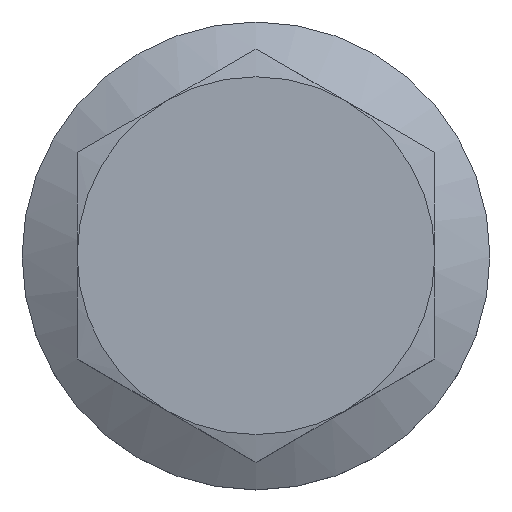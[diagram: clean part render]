
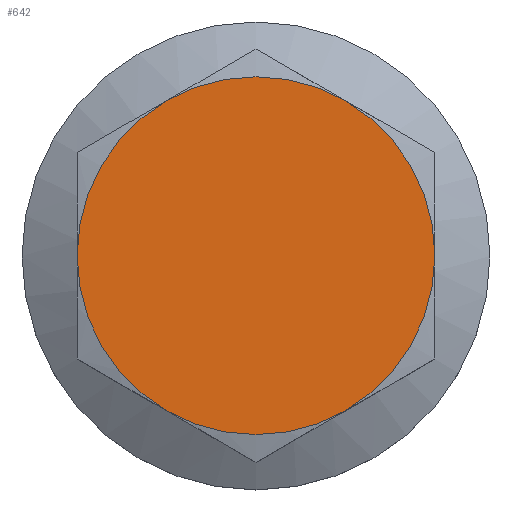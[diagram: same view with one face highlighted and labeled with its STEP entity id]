
A CAD part, top view. The second image highlights one B-rep face of the part: STEP entity #642.
In plain terms, the highlighted planar face has unit normal (0, 0, 1).
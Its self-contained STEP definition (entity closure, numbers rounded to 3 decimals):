
#11 = CARTESIAN_POINT ( 'NONE',  ( 3.25, -5.629, 0. ) ) ;
#15 = DIRECTION ( 'NONE',  ( 0., 0., -1. ) ) ;
#22 = VERTEX_POINT ( 'NONE', #597 ) ;
#29 = AXIS2_PLACEMENT_3D ( 'NONE', #118, #439, #626 ) ;
#69 = AXIS2_PLACEMENT_3D ( 'NONE', #313, #800, #548 ) ;
#71 = ORIENTED_EDGE ( 'NONE', *, *, #301, .F. ) ;
#113 = DIRECTION ( 'NONE',  ( 0., 0., -1. ) ) ;
#118 = CARTESIAN_POINT ( 'NONE',  ( 0., 0., 0. ) ) ;
#178 = DIRECTION ( 'NONE',  ( 0., 0., -1. ) ) ;
#196 = CARTESIAN_POINT ( 'NONE',  ( 3.25, 5.629, 0. ) ) ;
#197 = ORIENTED_EDGE ( 'NONE', *, *, #349, .F. ) ;
#208 = CIRCLE ( 'NONE', #683, 6.5 ) ;
#243 = ORIENTED_EDGE ( 'NONE', *, *, #338, .F. ) ;
#247 = AXIS2_PLACEMENT_3D ( 'NONE', #688, #178, #559 ) ;
#258 = EDGE_CURVE ( 'NONE', #306, #803, #531, .T. ) ;
#263 = DIRECTION ( 'NONE',  ( -1., 0., 0. ) ) ;
#283 = EDGE_CURVE ( 'NONE', #516, #306, #518, .T. ) ;
#291 = DIRECTION ( 'NONE',  ( 0., 0., -1. ) ) ;
#301 = EDGE_CURVE ( 'NONE', #803, #453, #668, .T. ) ;
#303 = CARTESIAN_POINT ( 'NONE',  ( 0., 0., 0. ) ) ;
#305 = CARTESIAN_POINT ( 'NONE',  ( -6.5, 3.753, 0. ) ) ;
#306 = VERTEX_POINT ( 'NONE', #358 ) ;
#307 = CIRCLE ( 'NONE', #720, 6.5 ) ;
#313 = CARTESIAN_POINT ( 'NONE',  ( 0., 0., 0. ) ) ;
#316 = FACE_OUTER_BOUND ( 'NONE', #568, .T. ) ;
#318 = CARTESIAN_POINT ( 'NONE',  ( -3.25, -5.629, 0. ) ) ;
#335 = ORIENTED_EDGE ( 'NONE', *, *, #283, .F. ) ;
#338 = EDGE_CURVE ( 'NONE', #22, #516, #208, .T. ) ;
#341 = VERTEX_POINT ( 'NONE', #421 ) ;
#349 = EDGE_CURVE ( 'NONE', #453, #341, #713, .T. ) ;
#358 = CARTESIAN_POINT ( 'NONE',  ( 6.5, 0., 0. ) ) ;
#365 = DIRECTION ( 'NONE',  ( -1., 0., 0. ) ) ;
#400 = CARTESIAN_POINT ( 'NONE',  ( 0., 0., 0. ) ) ;
#401 = AXIS2_PLACEMENT_3D ( 'NONE', #305, #567, #556 ) ;
#421 = CARTESIAN_POINT ( 'NONE',  ( -6.5, 0., 0. ) ) ;
#439 = DIRECTION ( 'NONE',  ( 0., 0., -1. ) ) ;
#441 = ORIENTED_EDGE ( 'NONE', *, *, #258, .F. ) ;
#453 = VERTEX_POINT ( 'NONE', #318 ) ;
#516 = VERTEX_POINT ( 'NONE', #196 ) ;
#518 = CIRCLE ( 'NONE', #247, 6.5 ) ;
#529 = EDGE_CURVE ( 'NONE', #341, #22, #307, .T. ) ;
#531 = CIRCLE ( 'NONE', #29, 6.5 ) ;
#548 = DIRECTION ( 'NONE',  ( -1., 0., 0. ) ) ;
#556 = DIRECTION ( 'NONE',  ( 0., -1., 0. ) ) ;
#559 = DIRECTION ( 'NONE',  ( -1., 0., 0. ) ) ;
#567 = DIRECTION ( 'NONE',  ( 0., 0., -1. ) ) ;
#568 = EDGE_LOOP ( 'NONE', ( #243, #636, #197, #71, #441, #335 ) ) ;
#597 = CARTESIAN_POINT ( 'NONE',  ( -3.25, 5.629, 0. ) ) ;
#621 = AXIS2_PLACEMENT_3D ( 'NONE', #779, #291, #625 ) ;
#625 = DIRECTION ( 'NONE',  ( -1., 0., 0. ) ) ;
#626 = DIRECTION ( 'NONE',  ( -1., 0., 0. ) ) ;
#636 = ORIENTED_EDGE ( 'NONE', *, *, #529, .F. ) ;
#642 = ADVANCED_FACE ( 'NONE', ( #316 ), #742, .F. ) ;
#668 = CIRCLE ( 'NONE', #621, 6.5 ) ;
#683 = AXIS2_PLACEMENT_3D ( 'NONE', #303, #113, #365 ) ;
#688 = CARTESIAN_POINT ( 'NONE',  ( 0., 0., 0. ) ) ;
#713 = CIRCLE ( 'NONE', #69, 6.5 ) ;
#720 = AXIS2_PLACEMENT_3D ( 'NONE', #400, #15, #263 ) ;
#742 = PLANE ( 'NONE',  #401 ) ;
#779 = CARTESIAN_POINT ( 'NONE',  ( 0., 0., 0. ) ) ;
#800 = DIRECTION ( 'NONE',  ( 0., 0., -1. ) ) ;
#803 = VERTEX_POINT ( 'NONE', #11 ) ;
